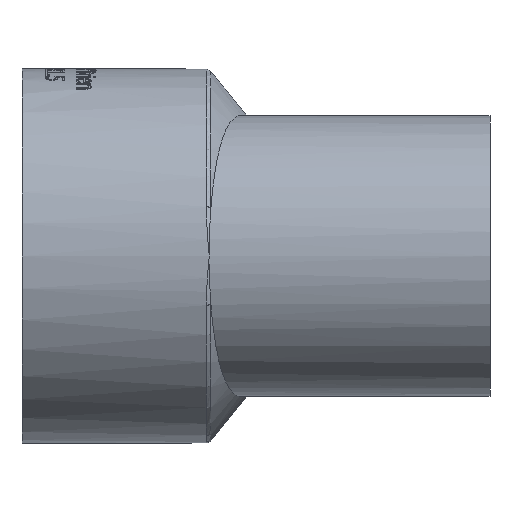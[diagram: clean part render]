
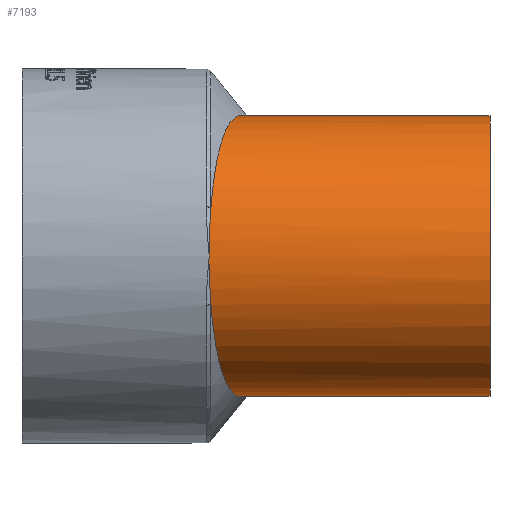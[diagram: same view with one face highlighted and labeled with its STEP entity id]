
A CAD part, front view. The second image highlights one B-rep face of the part: STEP entity #7193.
In plain terms, the highlighted cylindrical face has radius 19.05 mm (diameter 38.1 mm), a full revolution.
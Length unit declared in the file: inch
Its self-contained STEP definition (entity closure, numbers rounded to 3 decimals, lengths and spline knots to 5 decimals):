
#79=FACE_BOUND('',#1264,.T.);
#833=FACE_OUTER_BOUND('',#1263,.T.);
#1263=EDGE_LOOP('',(#6721));
#1264=EDGE_LOOP('',(#6722,#6723,#6724,#6725));
#1420=CIRCLE('',#7560,0.75);
#2791=B_SPLINE_CURVE_WITH_KNOTS('',3,(#16495,#16496,#16497,#16498,#16499,
#16500,#16501),.UNSPECIFIED.,.F.,.F.,(4,3,4),(5.20401,5.86104,
5.86398),.UNSPECIFIED.);
#2792=B_SPLINE_CURVE_WITH_KNOTS('',3,(#16526,#16527,#16528,#16529,#16530,
#16531,#16532),.UNSPECIFIED.,.F.,.F.,(4,3,4),(5.86398,5.86692,
6.52396),.UNSPECIFIED.);
#2793=B_SPLINE_CURVE_WITH_KNOTS('',3,(#16535,#16536,#16537,#16538,#16539,
#16540,#16541,#16542,#16543,#16544,#16545,#16546,#16547,#16548,#16549,#16550,
#16551,#16552,#16553,#16554,#16555,#16556,#16557,#16558,#16559,#16560,#16561,
#16562,#16563,#16564,#16565,#16566,#16567,#16568,#16569,#16570,#16571,#16572,
#16573,#16574),.UNSPECIFIED.,.F.,.F.,(4,3,3,3,3,3,3,3,3,3,3,3,3,4),(6.52396,
7.17446,7.72687,7.98781,8.64098,9.05683,
9.34433,9.59343,10.14931,10.58608,10.76323,
11.2456,11.69719,11.72796),.UNSPECIFIED.);
#2794=B_SPLINE_CURVE_WITH_KNOTS('',3,(#16575,#16576,#16577,#16578,#16579,
#16580,#16581,#16582,#16583,#16584,#16585,#16586,#16587,#16588,#16589,#16590,
#16591,#16592,#16593,#16594,#16595,#16596,#16597,#16598,#16599,#16600,#16601,
#16602,#16603,#16604,#16605,#16606,#16607,#16608,#16609,#16610,#16611),
 .UNSPECIFIED.,.F.,.F.,(4,3,3,3,3,3,3,3,3,3,3,3,4),(0.,0.45465,
0.85372,1.10349,1.65943,2.15042,2.42095,
3.06286,3.63223,3.94828,4.21314,4.90802,
5.20401),.UNSPECIFIED.);
#3499=VERTEX_POINT('',#16220);
#3506=VERTEX_POINT('',#16466);
#3507=VERTEX_POINT('',#16468);
#3508=VERTEX_POINT('',#16534);
#3510=VERTEX_POINT('',#16616);
#4581=EDGE_CURVE('',#3506,#3499,#2791,.T.);
#4582=EDGE_CURVE('',#3499,#3507,#2792,.T.);
#4583=EDGE_CURVE('',#3507,#3508,#2793,.T.);
#4584=EDGE_CURVE('',#3508,#3506,#2794,.T.);
#4586=EDGE_CURVE('',#3510,#3510,#1420,.T.);
#6721=ORIENTED_EDGE('',*,*,#4586,.T.);
#6722=ORIENTED_EDGE('',*,*,#4584,.F.);
#6723=ORIENTED_EDGE('',*,*,#4583,.F.);
#6724=ORIENTED_EDGE('',*,*,#4582,.F.);
#6725=ORIENTED_EDGE('',*,*,#4581,.F.);
#6773=CYLINDRICAL_SURFACE('',#7559,0.75);
#7193=ADVANCED_FACE('',(#833,#79),#6773,.T.);
#7559=AXIS2_PLACEMENT_3D('',#16615,#8759,#8760);
#7560=AXIS2_PLACEMENT_3D('',#16617,#8761,#8762);
#8759=DIRECTION('center_axis',(-1.,0.,0.));
#8760=DIRECTION('ref_axis',(0.,-1.,0.));
#8761=DIRECTION('center_axis',(-1.,0.,0.));
#8762=DIRECTION('ref_axis',(0.,-1.,0.));
#16220=CARTESIAN_POINT('',(1.,-1.,0.));
#16466=CARTESIAN_POINT('',(1.00931,-0.95373,-0.25935));
#16468=CARTESIAN_POINT('',(1.00931,-0.95373,0.25935));
#16495=CARTESIAN_POINT('Ctrl Pts',(1.00931,-0.95373,
-0.25935));
#16496=CARTESIAN_POINT('Ctrl Pts',(1.00328,-0.98354,
-0.17846));
#16497=CARTESIAN_POINT('Ctrl Pts',(1.00001,-0.99995,
-0.0897));
#16498=CARTESIAN_POINT('Ctrl Pts',(1.,-1.,
-0.00119));
#16499=CARTESIAN_POINT('Ctrl Pts',(1.,-1.,
-0.00079));
#16500=CARTESIAN_POINT('Ctrl Pts',(1.,-1.,-0.0004));
#16501=CARTESIAN_POINT('Ctrl Pts',(1.,-1.,0.));
#16526=CARTESIAN_POINT('Ctrl Pts',(1.,-1.,0.));
#16527=CARTESIAN_POINT('Ctrl Pts',(1.,-1.,0.0004));
#16528=CARTESIAN_POINT('Ctrl Pts',(1.,-1.,
0.00079));
#16529=CARTESIAN_POINT('Ctrl Pts',(1.,-1.,
0.00119));
#16530=CARTESIAN_POINT('Ctrl Pts',(1.,-1.,
0.08972));
#16531=CARTESIAN_POINT('Ctrl Pts',(1.00328,-0.98354,0.17846));
#16532=CARTESIAN_POINT('Ctrl Pts',(1.00931,-0.95373,
0.25935));
#16534=CARTESIAN_POINT('',(1.4,0.5,0.));
#16535=CARTESIAN_POINT('Ctrl Pts',(1.00931,-0.95373,
0.25935));
#16536=CARTESIAN_POINT('Ctrl Pts',(1.01546,-0.92332,
0.34188));
#16537=CARTESIAN_POINT('Ctrl Pts',(1.02469,-0.87802,
0.4192));
#16538=CARTESIAN_POINT('Ctrl Pts',(1.03655,-0.82142,
0.48578));
#16539=CARTESIAN_POINT('Ctrl Pts',(1.04663,-0.77335,
0.54232));
#16540=CARTESIAN_POINT('Ctrl Pts',(1.05859,-0.71721,
0.59104));
#16541=CARTESIAN_POINT('Ctrl Pts',(1.0718,-0.65712,
0.62988));
#16542=CARTESIAN_POINT('Ctrl Pts',(1.07803,-0.62874,
0.64823));
#16543=CARTESIAN_POINT('Ctrl Pts',(1.08463,-0.5991,0.66469));
#16544=CARTESIAN_POINT('Ctrl Pts',(1.09166,-0.56793,
0.67928));
#16545=CARTESIAN_POINT('Ctrl Pts',(1.10928,-0.48993,
0.71579));
#16546=CARTESIAN_POINT('Ctrl Pts',(1.12947,-0.40358,
0.73932));
#16547=CARTESIAN_POINT('Ctrl Pts',(1.151,-0.31625,
0.74707));
#16548=CARTESIAN_POINT('Ctrl Pts',(1.16471,-0.26065,
0.752));
#16549=CARTESIAN_POINT('Ctrl Pts',(1.17897,-0.20459,
0.75064));
#16550=CARTESIAN_POINT('Ctrl Pts',(1.19334,-0.15012,
0.74332));
#16551=CARTESIAN_POINT('Ctrl Pts',(1.20327,-0.11247,
0.73826));
#16552=CARTESIAN_POINT('Ctrl Pts',(1.21325,-0.07556,
0.73037));
#16553=CARTESIAN_POINT('Ctrl Pts',(1.2231,-0.04005,0.72001));
#16554=CARTESIAN_POINT('Ctrl Pts',(1.23163,-0.00928,
0.71104));
#16555=CARTESIAN_POINT('Ctrl Pts',(1.24,0.02024,
0.70038));
#16556=CARTESIAN_POINT('Ctrl Pts',(1.24865,0.05004,
0.68737));
#16557=CARTESIAN_POINT('Ctrl Pts',(1.26795,0.11655,0.65834));
#16558=CARTESIAN_POINT('Ctrl Pts',(1.288,0.18189,0.61784));
#16559=CARTESIAN_POINT('Ctrl Pts',(1.30665,0.23939,0.56833));
#16560=CARTESIAN_POINT('Ctrl Pts',(1.3213,0.28457,0.52943));
#16561=CARTESIAN_POINT('Ctrl Pts',(1.33509,0.32501,0.48499));
#16562=CARTESIAN_POINT('Ctrl Pts',(1.34704,0.35883,0.43797));
#16563=CARTESIAN_POINT('Ctrl Pts',(1.35189,0.37255,0.4189));
#16564=CARTESIAN_POINT('Ctrl Pts',(1.3564,0.3851,0.39959));
#16565=CARTESIAN_POINT('Ctrl Pts',(1.36064,0.39675,0.37976));
#16566=CARTESIAN_POINT('Ctrl Pts',(1.37218,0.42845,0.32576));
#16567=CARTESIAN_POINT('Ctrl Pts',(1.38259,0.45569,0.26292));
#16568=CARTESIAN_POINT('Ctrl Pts',(1.38957,0.47358,0.19731));
#16569=CARTESIAN_POINT('Ctrl Pts',(1.3961,0.49033,0.13589));
#16570=CARTESIAN_POINT('Ctrl Pts',(1.39957,0.49893,0.07202));
#16571=CARTESIAN_POINT('Ctrl Pts',(1.39996,0.4999,0.01218));
#16572=CARTESIAN_POINT('Ctrl Pts',(1.39999,0.49997,0.0081));
#16573=CARTESIAN_POINT('Ctrl Pts',(1.4,0.5,0.00404));
#16574=CARTESIAN_POINT('Ctrl Pts',(1.4,0.5,0.));
#16575=CARTESIAN_POINT('Ctrl Pts',(1.4,0.5,0.));
#16576=CARTESIAN_POINT('Ctrl Pts',(1.4,0.5,-0.05967));
#16577=CARTESIAN_POINT('Ctrl Pts',(1.39695,0.49247,-0.12387));
#16578=CARTESIAN_POINT('Ctrl Pts',(1.39074,0.47658,-0.18598));
#16579=CARTESIAN_POINT('Ctrl Pts',(1.38528,0.46262,-0.24049));
#16580=CARTESIAN_POINT('Ctrl Pts',(1.37745,0.4423,-0.29343));
#16581=CARTESIAN_POINT('Ctrl Pts',(1.36841,0.41791,-0.34117));
#16582=CARTESIAN_POINT('Ctrl Pts',(1.36275,0.40265,-0.37105));
#16583=CARTESIAN_POINT('Ctrl Pts',(1.35679,0.38629,-0.3984));
#16584=CARTESIAN_POINT('Ctrl Pts',(1.35015,0.3676,-0.42552));
#16585=CARTESIAN_POINT('Ctrl Pts',(1.33536,0.32601,-0.48588));
#16586=CARTESIAN_POINT('Ctrl Pts',(1.31745,0.27345,-0.54245));
#16587=CARTESIAN_POINT('Ctrl Pts',(1.29844,0.21386,-0.58935));
#16588=CARTESIAN_POINT('Ctrl Pts',(1.28165,0.16124,-0.63077));
#16589=CARTESIAN_POINT('Ctrl Pts',(1.264,0.10312,-0.66475));
#16590=CARTESIAN_POINT('Ctrl Pts',(1.247,0.04434,
-0.68983));
#16591=CARTESIAN_POINT('Ctrl Pts',(1.23763,0.01195,-0.70365));
#16592=CARTESIAN_POINT('Ctrl Pts',(1.22855,-0.0202,
-0.71478));
#16593=CARTESIAN_POINT('Ctrl Pts',(1.21926,-0.05395,
-0.72392));
#16594=CARTESIAN_POINT('Ctrl Pts',(1.19719,-0.13402,
-0.74561));
#16595=CARTESIAN_POINT('Ctrl Pts',(1.17465,-0.22067,
-0.75436));
#16596=CARTESIAN_POINT('Ctrl Pts',(1.15339,-0.30657,
-0.74786));
#16597=CARTESIAN_POINT('Ctrl Pts',(1.13454,-0.38276,-0.7421));
#16598=CARTESIAN_POINT('Ctrl Pts',(1.11666,-0.45842,
-0.72442));
#16599=CARTESIAN_POINT('Ctrl Pts',(1.1006,-0.52863,
-0.69632));
#16600=CARTESIAN_POINT('Ctrl Pts',(1.09168,-0.5676,
-0.68073));
#16601=CARTESIAN_POINT('Ctrl Pts',(1.08332,-0.60489,
-0.66198));
#16602=CARTESIAN_POINT('Ctrl Pts',(1.07562,-0.63978,
-0.64076));
#16603=CARTESIAN_POINT('Ctrl Pts',(1.06916,-0.66901,
-0.62298));
#16604=CARTESIAN_POINT('Ctrl Pts',(1.063,-0.69729,
-0.60304));
#16605=CARTESIAN_POINT('Ctrl Pts',(1.05717,-0.72436,
-0.58093));
#16606=CARTESIAN_POINT('Ctrl Pts',(1.04187,-0.79539,
-0.52293));
#16607=CARTESIAN_POINT('Ctrl Pts',(1.02903,-0.85723,
-0.45012));
#16608=CARTESIAN_POINT('Ctrl Pts',(1.01957,-0.90336,
-0.36827));
#16609=CARTESIAN_POINT('Ctrl Pts',(1.01554,-0.92301,
-0.33341));
#16610=CARTESIAN_POINT('Ctrl Pts',(1.01211,-0.93989,
-0.2969));
#16611=CARTESIAN_POINT('Ctrl Pts',(1.00931,-0.95373,
-0.25935));
#16615=CARTESIAN_POINT('Origin',(2.5,-0.25,0.));
#16616=CARTESIAN_POINT('',(2.5,0.5,0.));
#16617=CARTESIAN_POINT('Origin',(2.5,-0.25,0.));
